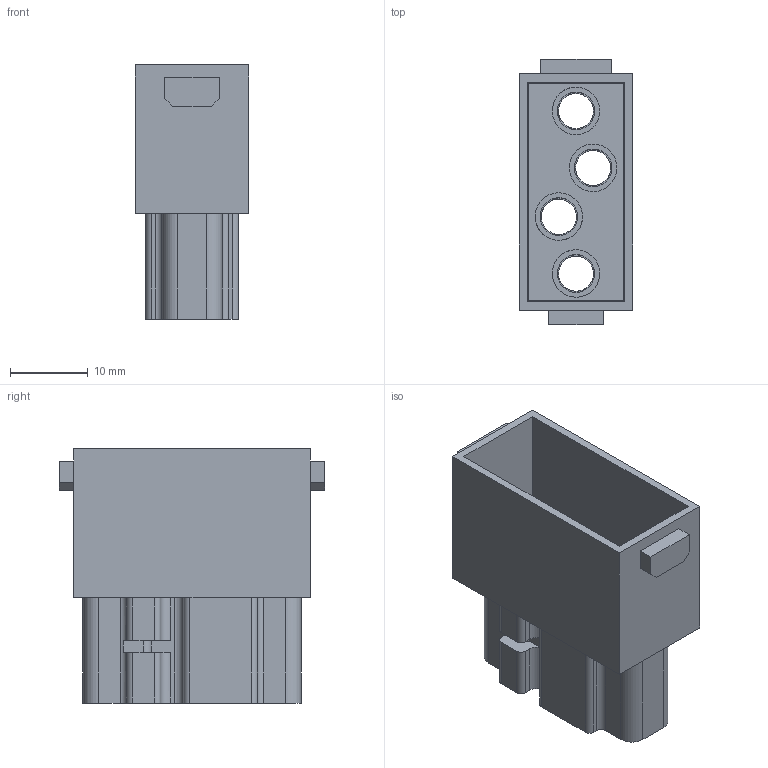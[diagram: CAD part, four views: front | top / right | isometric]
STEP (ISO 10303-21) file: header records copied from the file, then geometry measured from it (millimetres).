
FILE_DESCRIPTION(('CATIA V5 STEP Exchange','CAx-IF Rec.Pracs.--- Model Styling and Organization---1.4--- 2014-01-23'),'2;1');
FILE_NAME ('1255392-1_1', '2021-01-27T05:34:31+00:00', ('none'), ('Weidmueller'), 'CATIA Version 5-6 Release 2016 SP3 HF44', 'CATIA V5 STEP AP214', 'none');
FILE_SCHEMA(('AUTOMOTIVE_DESIGN { 1 0 10303 214 1 1 1 1 }'));
Length unit declared in the file: millimetre
Products named in the file (1): 2748550000
Bounding box: 14.6 x 34.1 x 32.6 mm (x, y, z)
Volume: 4979.5 mm3; surface area: 6027.7 mm2
Topology: 1 solids, 1 shells, 132 faces, 346 edges, 228 vertices
Faces by surface type: plane 65, cylinder 59, cone 8
Entity records: 4280 total; most frequent: CARTESIAN_POINT 1046, ORIENTED_EDGE 692, DIRECTION 579, EDGE_CURVE 346, AXIS2_PLACEMENT_3D 231, VERTEX_POINT 228, VECTOR 218, LINE 218
